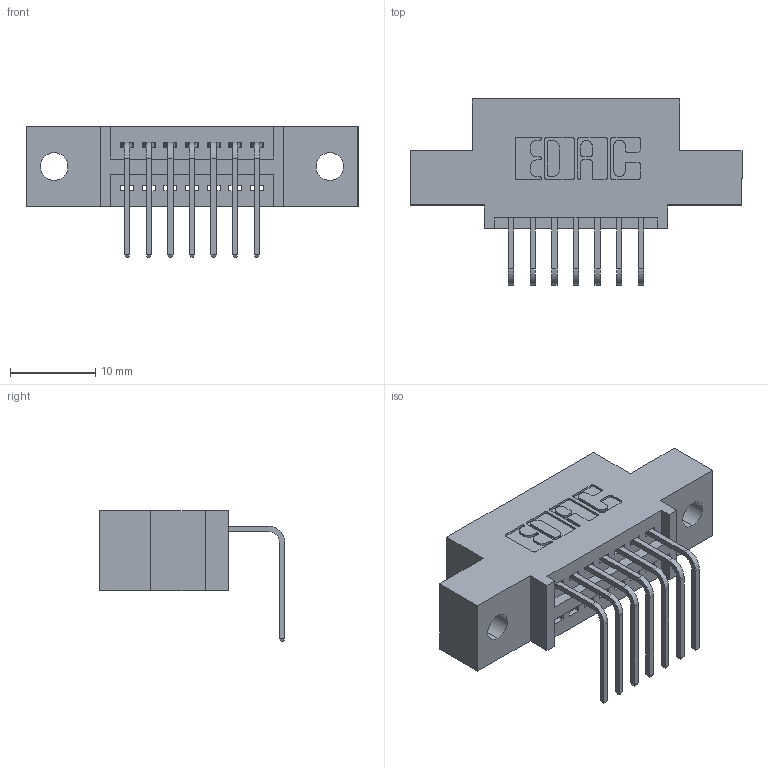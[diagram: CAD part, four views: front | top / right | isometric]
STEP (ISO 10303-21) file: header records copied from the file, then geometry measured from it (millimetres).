
FILE_DESCRIPTION (( 'STEP AP203' ), '1' );
FILE_NAME ('345-007-558-402.STEP', '2018-08-17T02:44:58', ( '' ), ( '' ), 'SwSTEP 2.0', 'SolidWorks 2016', '' );
FILE_SCHEMA (( 'CONFIG_CONTROL_DESIGN' ));
Length unit declared in the file: inch
Products named in the file (3): 345 Part_0.110 Offset - 0.128 Dia; 345-292-001_558 Tail - 2; 345-007-558-402
Assembly tree (8 placements, depth 2):
  345-007-558-402
    345 Part_0.110 Offset - 0.128 Dia
    345-292-001_558 Tail - 2  x7
Bounding box: 38.99 x 21.83 x 15.37 mm (x, y, z)
Volume: 3329.8 mm3; surface area: 3896.7 mm2
Topology: 8 solids, 8 shells, 550 faces, 1627 edges, 1074 vertices
Faces by surface type: plane 378, cylinder 172
Entity records: 10199 total; most frequent: CARTESIAN_POINT 1777, ORIENTED_EDGE 1718, DIRECTION 1601, EDGE_CURVE 859, VECTOR 699, LINE 699, VERTEX_POINT 570, AXIS2_PLACEMENT_3D 451
